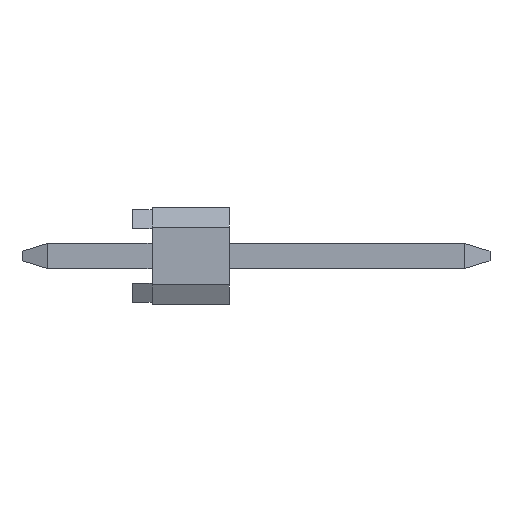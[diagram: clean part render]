
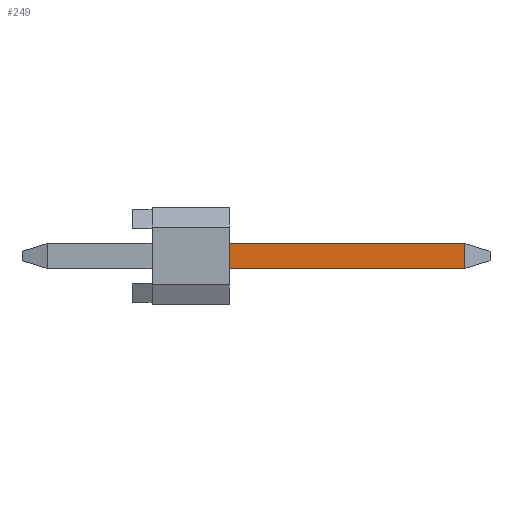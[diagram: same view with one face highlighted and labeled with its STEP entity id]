
A CAD part, left-side view. The second image highlights one B-rep face of the part: STEP entity #249.
In plain terms, the highlighted planar face has unit normal (-1, 0, 0).
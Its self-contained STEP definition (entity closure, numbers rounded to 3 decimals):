
#249=ADVANCED_FACE('',(#708),#709,.T.);
#708=FACE_OUTER_BOUND('',#1212,.T.);
#709=PLANE('',#1213);
#1212=EDGE_LOOP('',(#2808,#2809,#2810,#2811));
#1213=AXIS2_PLACEMENT_3D('',#2812,#2813,#2814);
#2808=ORIENTED_EDGE('',*,*,#3645,.F.);
#2809=ORIENTED_EDGE('',*,*,#3528,.F.);
#2810=ORIENTED_EDGE('',*,*,#3631,.T.);
#2811=ORIENTED_EDGE('',*,*,#3651,.F.);
#2812=CARTESIAN_POINT('',(-5.405,4.367,-0.325));
#2813=DIRECTION('',(-1.0,0.0,0.0));
#2814=DIRECTION('',(0.0,0.0,1.0));
#3528=EDGE_CURVE('',#4410,#4411,#4412,.T.);
#3631=EDGE_CURVE('',#4410,#4567,#4568,.T.);
#3645=EDGE_CURVE('',#4411,#4589,#4590,.T.);
#3651=EDGE_CURVE('',#4589,#4567,#4597,.T.);
#4410=VERTEX_POINT('',#5718);
#4411=VERTEX_POINT('',#5719);
#4412=LINE('',#5720,#5721);
#4567=VERTEX_POINT('',#5978);
#4568=LINE('',#5979,#5980);
#4589=VERTEX_POINT('',#6014);
#4590=LINE('',#6015,#6016);
#4597=LINE('',#6028,#6029);
#5718=CARTESIAN_POINT('',(-5.405,-1.0,-0.325));
#5719=CARTESIAN_POINT('',(-5.405,-1.0,0.325));
#5720=CARTESIAN_POINT('',(-5.405,-1.0,-0.325));
#5721=VECTOR('',#6518,0.65);
#5978=CARTESIAN_POINT('',(-5.405,-7.1,-0.325));
#5979=CARTESIAN_POINT('',(-5.405,-1.0,-0.325));
#5980=VECTOR('',#6621,6.1);
#6014=CARTESIAN_POINT('',(-5.405,-7.1,0.325));
#6015=CARTESIAN_POINT('',(-5.405,-1.0,0.325));
#6016=VECTOR('',#6635,6.1);
#6028=CARTESIAN_POINT('',(-5.405,-7.1,0.325));
#6029=VECTOR('',#6641,0.65);
#6518=DIRECTION('',(0.0,0.0,1.0));
#6621=DIRECTION('',(0.0,-1.0,0.0));
#6635=DIRECTION('',(0.0,-1.0,0.0));
#6641=DIRECTION('',(0.0,0.0,-1.0));
